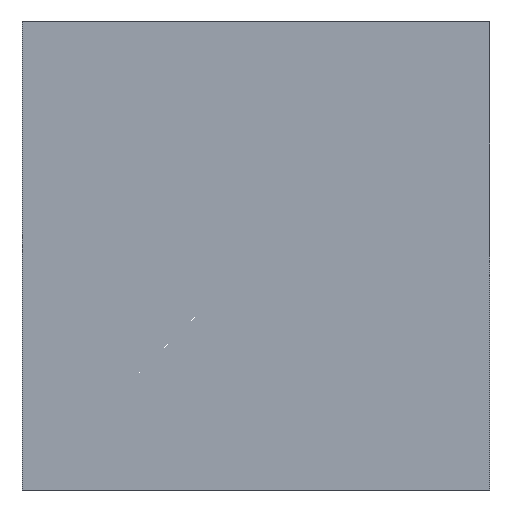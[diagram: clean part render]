
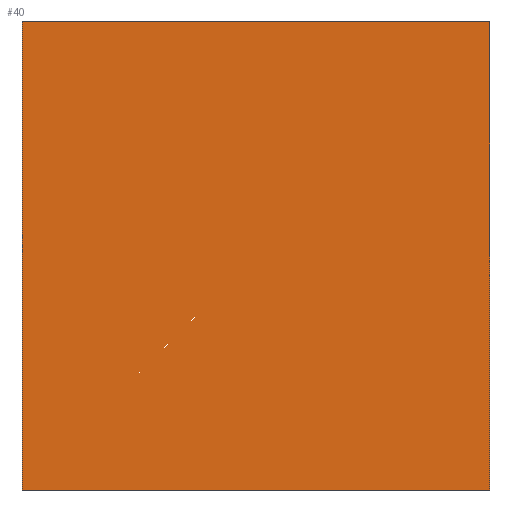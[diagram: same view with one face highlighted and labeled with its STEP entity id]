
A CAD part, front view. The second image highlights one B-rep face of the part: STEP entity #40.
In plain terms, the highlighted planar face has unit normal (0, -1, 0).
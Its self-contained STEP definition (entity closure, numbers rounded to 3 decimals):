
#18 = PLANE ( 'NONE',  #81 ) ;
#20 = DIRECTION ( 'NONE',  ( 1., 0., 0. ) ) ;
#23 = VECTOR ( 'NONE', #72, 1000. ) ;
#24 = EDGE_CURVE ( 'NONE', #102, #163, #34, .T. ) ;
#34 = LINE ( 'NONE', #94, #184 ) ;
#40 = ADVANCED_FACE ( 'NONE', ( #128 ), #18, .F. ) ;
#48 = CARTESIAN_POINT ( 'NONE',  ( 20.5, -6.6, -18. ) ) ;
#51 = ORIENTED_EDGE ( 'NONE', *, *, #85, .F. ) ;
#53 = DIRECTION ( 'NONE',  ( 0., 1., 0. ) ) ;
#60 = CARTESIAN_POINT ( 'NONE',  ( 24.5, -6.6, -14. ) ) ;
#61 = VERTEX_POINT ( 'NONE', #64 ) ;
#64 = CARTESIAN_POINT ( 'NONE',  ( 24.5, -6.6, -18. ) ) ;
#72 = DIRECTION ( 'NONE',  ( 0., 0., -1. ) ) ;
#80 = DIRECTION ( 'NONE',  ( -1., 0., 0. ) ) ;
#81 = AXIS2_PLACEMENT_3D ( 'NONE', #151, #53, #189 ) ;
#83 = EDGE_CURVE ( 'NONE', #61, #133, #157, .T. ) ;
#85 = EDGE_CURVE ( 'NONE', #133, #102, #142, .T. ) ;
#91 = ORIENTED_EDGE ( 'NONE', *, *, #83, .F. ) ;
#92 = CARTESIAN_POINT ( 'NONE',  ( 24.5, -6.6, -18. ) ) ;
#94 = CARTESIAN_POINT ( 'NONE',  ( 20.5, -6.6, -14. ) ) ;
#95 = ORIENTED_EDGE ( 'NONE', *, *, #24, .F. ) ;
#102 = VERTEX_POINT ( 'NONE', #198 ) ;
#128 = FACE_OUTER_BOUND ( 'NONE', #160, .T. ) ;
#132 = VECTOR ( 'NONE', #199, 1000. ) ;
#133 = VERTEX_POINT ( 'NONE', #146 ) ;
#138 = CARTESIAN_POINT ( 'NONE',  ( 20.5, -6.6, -18. ) ) ;
#142 = LINE ( 'NONE', #138, #132 ) ;
#146 = CARTESIAN_POINT ( 'NONE',  ( 20.5, -6.6, -18. ) ) ;
#151 = CARTESIAN_POINT ( 'NONE',  ( 0., -6.6, 0. ) ) ;
#153 = ORIENTED_EDGE ( 'NONE', *, *, #170, .F. ) ;
#157 = LINE ( 'NONE', #48, #201 ) ;
#160 = EDGE_LOOP ( 'NONE', ( #51, #91, #153, #95 ) ) ;
#161 = LINE ( 'NONE', #92, #23 ) ;
#163 = VERTEX_POINT ( 'NONE', #60 ) ;
#170 = EDGE_CURVE ( 'NONE', #163, #61, #161, .T. ) ;
#184 = VECTOR ( 'NONE', #20, 1000. ) ;
#189 = DIRECTION ( 'NONE',  ( 0., 0., 1. ) ) ;
#198 = CARTESIAN_POINT ( 'NONE',  ( 20.5, -6.6, -14. ) ) ;
#199 = DIRECTION ( 'NONE',  ( 0., 0., 1. ) ) ;
#201 = VECTOR ( 'NONE', #80, 1000. ) ;
